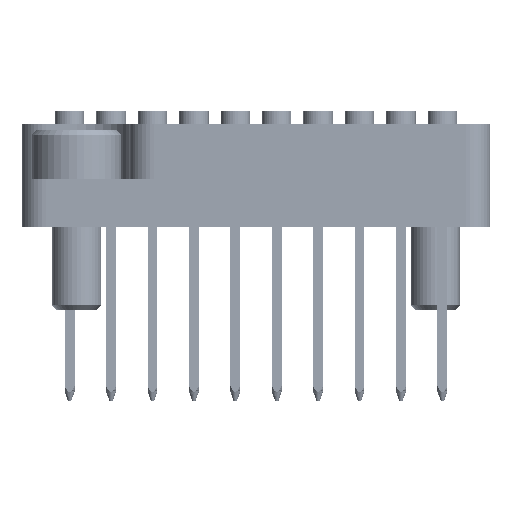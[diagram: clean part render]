
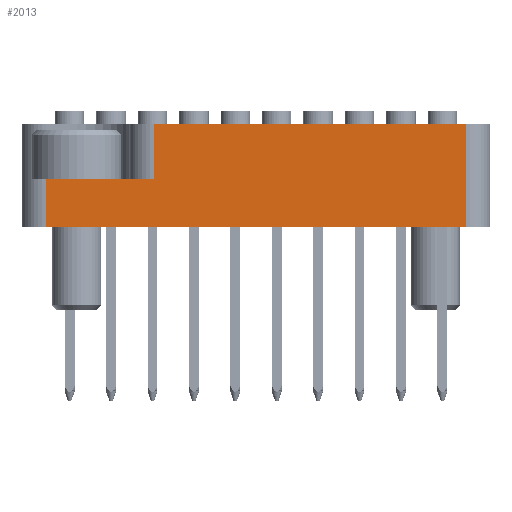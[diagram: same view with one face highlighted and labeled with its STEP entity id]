
A CAD part, front view. The second image highlights one B-rep face of the part: STEP entity #2013.
In plain terms, the highlighted face is planar.
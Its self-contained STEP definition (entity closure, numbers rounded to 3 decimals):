
#162 = AXIS2_PLACEMENT_3D ( 'NONE', #715, #7100, #32518 ) ;
#715 = CARTESIAN_POINT ( 'NONE',  ( 30., 6.35, 14.35 ) ) ;
#2013 = ADVANCED_FACE ( 'NONE', ( #9373 ), #3622, .T. ) ;
#2735 = DIRECTION ( 'NONE',  ( 0., -1., 0. ) ) ;
#3616 = VECTOR ( 'NONE', #2735, 1000. ) ;
#3622 = PLANE ( 'NONE',  #162 ) ;
#4902 = LINE ( 'NONE', #13744, #30125 ) ;
#5188 = VECTOR ( 'NONE', #16051, 1000. ) ;
#5688 = ORIENTED_EDGE ( 'NONE', *, *, #32376, .T. ) ;
#6541 = EDGE_CURVE ( 'NONE', #17767, #31169, #10205, .T. ) ;
#7100 = DIRECTION ( 'NONE',  ( 1., 0., 0. ) ) ;
#9373 = FACE_OUTER_BOUND ( 'NONE', #25656, .T. ) ;
#9917 = VECTOR ( 'NONE', #24712, 1000. ) ;
#10193 = VECTOR ( 'NONE', #37774, 1000. ) ;
#10205 = LINE ( 'NONE', #22021, #9917 ) ;
#11883 = EDGE_CURVE ( 'NONE', #21636, #25823, #4902, .T. ) ;
#12829 = LINE ( 'NONE', #27311, #5188 ) ;
#13374 = LINE ( 'NONE', #13758, #23914 ) ;
#13744 = CARTESIAN_POINT ( 'NONE',  ( 30., 6.35, 14.35 ) ) ;
#13758 = CARTESIAN_POINT ( 'NONE',  ( 30., 6.35, -12.85 ) ) ;
#14644 = CARTESIAN_POINT ( 'NONE',  ( 30., 2.95, 7.75 ) ) ;
#15336 = EDGE_CURVE ( 'NONE', #21636, #28071, #19566, .T. ) ;
#15454 = ORIENTED_EDGE ( 'NONE', *, *, #21161, .T. ) ;
#16051 = DIRECTION ( 'NONE',  ( 0., -1., 0. ) ) ;
#16585 = DIRECTION ( 'NONE',  ( 0., 1., 0. ) ) ;
#17587 = CARTESIAN_POINT ( 'NONE',  ( 30., 2.95, 6.25 ) ) ;
#17767 = VERTEX_POINT ( 'NONE', #24466 ) ;
#17933 = ORIENTED_EDGE ( 'NONE', *, *, #11883, .F. ) ;
#18330 = ORIENTED_EDGE ( 'NONE', *, *, #6541, .T. ) ;
#19227 = CARTESIAN_POINT ( 'NONE',  ( 30., 2.95, 12.85 ) ) ;
#19566 = LINE ( 'NONE', #28569, #3616 ) ;
#20146 = DIRECTION ( 'NONE',  ( 0., 0., -1. ) ) ;
#21161 = EDGE_CURVE ( 'NONE', #36604, #17767, #12829, .T. ) ;
#21636 = VERTEX_POINT ( 'NONE', #29892 ) ;
#22021 = CARTESIAN_POINT ( 'NONE',  ( 30., 0., 14.35 ) ) ;
#23160 = ORIENTED_EDGE ( 'NONE', *, *, #15336, .T. ) ;
#23914 = VECTOR ( 'NONE', #16585, 1000. ) ;
#24466 = CARTESIAN_POINT ( 'NONE',  ( 30., 0., 12.85 ) ) ;
#24712 = DIRECTION ( 'NONE',  ( 0., 0., -1. ) ) ;
#25656 = EDGE_LOOP ( 'NONE', ( #18330, #5688, #17933, #23160, #28459, #15454 ) ) ;
#25823 = VERTEX_POINT ( 'NONE', #30486 ) ;
#26650 = EDGE_CURVE ( 'NONE', #36604, #28071, #34287, .T. ) ;
#27311 = CARTESIAN_POINT ( 'NONE',  ( 30., 0., 12.85 ) ) ;
#28071 = VERTEX_POINT ( 'NONE', #17587 ) ;
#28459 = ORIENTED_EDGE ( 'NONE', *, *, #26650, .F. ) ;
#28569 = CARTESIAN_POINT ( 'NONE',  ( 30., 2.95, 6.25 ) ) ;
#29892 = CARTESIAN_POINT ( 'NONE',  ( 30., 6.35, 6.25 ) ) ;
#30125 = VECTOR ( 'NONE', #20146, 1000. ) ;
#30486 = CARTESIAN_POINT ( 'NONE',  ( 30., 6.35, -12.85 ) ) ;
#31169 = VERTEX_POINT ( 'NONE', #35356 ) ;
#32376 = EDGE_CURVE ( 'NONE', #31169, #25823, #13374, .T. ) ;
#32518 = DIRECTION ( 'NONE',  ( 0., 1., 0. ) ) ;
#34287 = LINE ( 'NONE', #14644, #10193 ) ;
#35356 = CARTESIAN_POINT ( 'NONE',  ( 30., 0., -12.85 ) ) ;
#36604 = VERTEX_POINT ( 'NONE', #19227 ) ;
#37774 = DIRECTION ( 'NONE',  ( 0., 0., -1. ) ) ;
